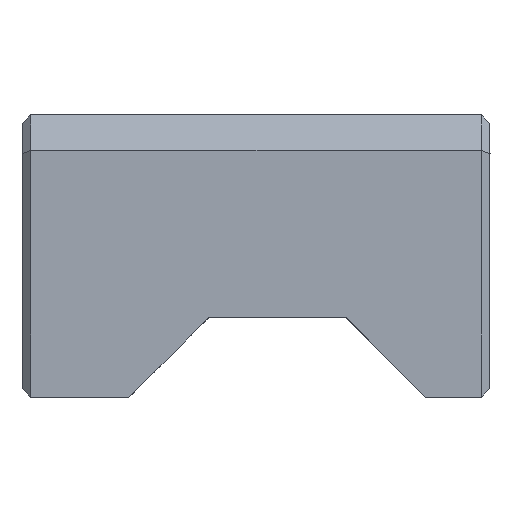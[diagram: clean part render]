
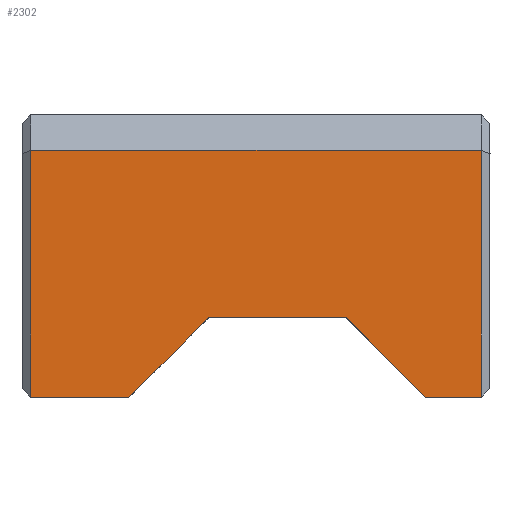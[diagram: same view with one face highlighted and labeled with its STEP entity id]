
A CAD part, front view. The second image highlights one B-rep face of the part: STEP entity #2302.
In plain terms, the highlighted planar face has unit normal (0, -1, 0).
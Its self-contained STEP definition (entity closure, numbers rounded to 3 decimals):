
#346=FACE_OUTER_BOUND('',#484,.T.);
#484=EDGE_LOOP('',(#2077,#2078,#2079,#2080,#2081,#2082,#2083,#2084));
#559=LINE('',#3343,#763);
#651=LINE('',#3970,#855);
#673=LINE('',#4285,#877);
#677=LINE('',#4292,#881);
#684=LINE('',#4304,#888);
#685=LINE('',#4306,#889);
#691=LINE('',#4320,#895);
#692=LINE('',#4322,#896);
#763=VECTOR('',#2698,10.);
#855=VECTOR('',#2944,10.);
#877=VECTOR('',#3054,10.);
#881=VECTOR('',#3064,10.);
#888=VECTOR('',#3079,10.);
#889=VECTOR('',#3082,10.);
#895=VECTOR('',#3102,10.);
#896=VECTOR('',#3105,10.);
#977=VERTEX_POINT('',#3340);
#978=VERTEX_POINT('',#3342);
#1036=VERTEX_POINT('',#3890);
#1042=VERTEX_POINT('',#3906);
#1052=VERTEX_POINT('',#3928);
#1053=VERTEX_POINT('',#3932);
#1066=VERTEX_POINT('',#3967);
#1099=VERTEX_POINT('',#4302);
#1206=EDGE_CURVE('',#978,#977,#559,.T.);
#1354=EDGE_CURVE('',#1066,#1042,#651,.T.);
#1415=EDGE_CURVE('',#1042,#1036,#673,.T.);
#1419=EDGE_CURVE('',#1053,#1052,#677,.T.);
#1426=EDGE_CURVE('',#1099,#978,#684,.T.);
#1427=EDGE_CURVE('',#977,#1066,#685,.T.);
#1433=EDGE_CURVE('',#1052,#1099,#691,.T.);
#1434=EDGE_CURVE('',#1053,#1036,#692,.T.);
#2077=ORIENTED_EDGE('',*,*,#1433,.T.);
#2078=ORIENTED_EDGE('',*,*,#1426,.T.);
#2079=ORIENTED_EDGE('',*,*,#1206,.T.);
#2080=ORIENTED_EDGE('',*,*,#1427,.T.);
#2081=ORIENTED_EDGE('',*,*,#1354,.T.);
#2082=ORIENTED_EDGE('',*,*,#1415,.T.);
#2083=ORIENTED_EDGE('',*,*,#1434,.F.);
#2084=ORIENTED_EDGE('',*,*,#1419,.T.);
#2169=PLANE('',#2511);
#2302=ADVANCED_FACE('',(#346),#2169,.F.);
#2511=AXIS2_PLACEMENT_3D('',#4321,#3103,#3104);
#2698=DIRECTION('',(1.,0.,0.));
#2944=DIRECTION('',(1.,0.,0.));
#3054=DIRECTION('',(0.,0.,1.));
#3064=DIRECTION('',(0.,0.,-1.));
#3079=DIRECTION('',(0.707,0.,0.707));
#3082=DIRECTION('',(0.707,0.,-0.707));
#3102=DIRECTION('',(1.,0.,0.));
#3103=DIRECTION('center_axis',(0.,1.,0.));
#3104=DIRECTION('ref_axis',(0.,0.,1.));
#3105=DIRECTION('',(1.,0.,0.));
#3340=CARTESIAN_POINT('',(4.239,-15.4,-2.897));
#3342=CARTESIAN_POINT('',(-2.239,-15.4,-2.897));
#3343=CARTESIAN_POINT('',(0.315,-15.4,-2.897));
#3890=CARTESIAN_POINT('',(10.545,-15.4,4.935));
#3906=CARTESIAN_POINT('',(10.545,-15.4,-6.603));
#3928=CARTESIAN_POINT('',(-10.545,-15.4,-6.603));
#3932=CARTESIAN_POINT('',(-10.545,-15.4,4.935));
#3967=CARTESIAN_POINT('',(7.945,-15.4,-6.603));
#3970=CARTESIAN_POINT('',(4.872,-15.4,-6.603));
#4285=CARTESIAN_POINT('',(10.545,-15.4,-1.781));
#4292=CARTESIAN_POINT('',(-10.545,-15.4,-1.781));
#4302=CARTESIAN_POINT('',(-5.945,-15.4,-6.603));
#4304=CARTESIAN_POINT('',(-2.053,-15.4,-2.712));
#4306=CARTESIAN_POINT('',(3.803,-15.4,-2.462));
#4320=CARTESIAN_POINT('',(-3.872,-15.4,-6.603));
#4321=CARTESIAN_POINT('Origin',(0.5,-15.4,-2.792));
#4322=CARTESIAN_POINT('',(0.522,-15.4,4.935));
